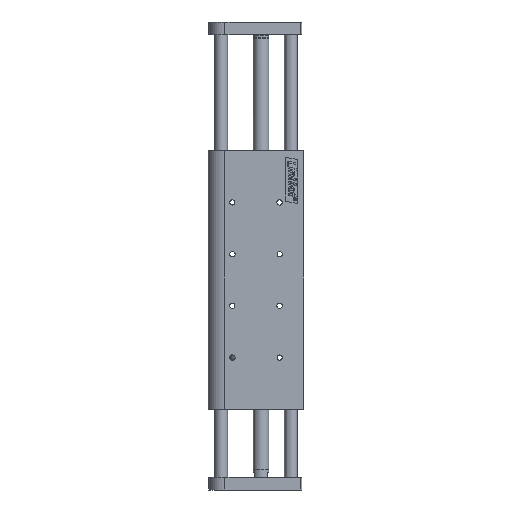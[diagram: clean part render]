
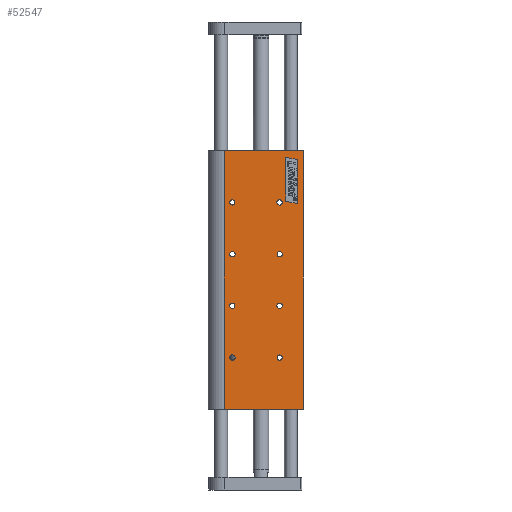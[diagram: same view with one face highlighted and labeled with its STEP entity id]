
A CAD part, left-side view. The second image highlights one B-rep face of the part: STEP entity #52547.
In plain terms, the highlighted planar face has unit normal (-1, 0, 0).
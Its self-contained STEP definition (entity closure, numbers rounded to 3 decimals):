
#892 = CARTESIAN_POINT ( 'NONE',  ( -12.5, -18.931, 161.015 ) ) ;
#1048 = VERTEX_POINT ( 'NONE', #7627 ) ;
#2070 = AXIS2_PLACEMENT_3D ( 'NONE', #27025, #13390, #49656 ) ;
#2593 = VERTEX_POINT ( 'NONE', #13856 ) ;
#3000 = CIRCLE ( 'NONE', #37509, 2. ) ;
#4068 = VECTOR ( 'NONE', #91011, 1000. ) ;
#4931 = CARTESIAN_POINT ( 'NONE',  ( -12.5, 22.25, 80. ) ) ;
#5552 = CARTESIAN_POINT ( 'NONE',  ( -12.5, -14.25, 40. ) ) ;
#5935 = FACE_BOUND ( 'NONE', #28557, .T. ) ;
#7362 = VECTOR ( 'NONE', #64835, 1000. ) ;
#7627 = CARTESIAN_POINT ( 'NONE',  ( -12.5, -14.25, 118. ) ) ;
#10126 = EDGE_CURVE ( 'NONE', #76433, #76433, #59150, .T. ) ;
#12135 = EDGE_LOOP ( 'NONE', ( #88481 ) ) ;
#13004 = VERTEX_POINT ( 'NONE', #80949 ) ;
#13390 = DIRECTION ( 'NONE',  ( 1., 0., 0. ) ) ;
#13455 = EDGE_CURVE ( 'NONE', #47794, #47794, #77190, .T. ) ;
#13640 = EDGE_CURVE ( 'NONE', #90041, #90041, #51700, .T. ) ;
#13856 = CARTESIAN_POINT ( 'NONE',  ( -12.5, -18.931, 195.041 ) ) ;
#14371 = CARTESIAN_POINT ( 'NONE',  ( -12.5, 28.5, 0. ) ) ;
#15831 = VERTEX_POINT ( 'NONE', #35309 ) ;
#16237 = VECTOR ( 'NONE', #51594, 1000. ) ;
#16461 = EDGE_CURVE ( 'NONE', #49096, #55052, #32548, .T. ) ;
#17081 = ORIENTED_EDGE ( 'NONE', *, *, #29891, .T. ) ;
#17263 = EDGE_LOOP ( 'NONE', ( #41536, #48511, #48970, #38866 ) ) ;
#17472 = LINE ( 'NONE', #52765, #41895 ) ;
#17585 = VERTEX_POINT ( 'NONE', #81551 ) ;
#18459 = EDGE_CURVE ( 'NONE', #55052, #2593, #92396, .T. ) ;
#19276 = DIRECTION ( 'NONE',  ( -1., 0., 0. ) ) ;
#19550 = CARTESIAN_POINT ( 'NONE',  ( -12.5, -18.931, 0. ) ) ;
#19826 = AXIS2_PLACEMENT_3D ( 'NONE', #4931, #33619, #90970 ) ;
#21445 = FACE_OUTER_BOUND ( 'NONE', #72531, .T. ) ;
#21607 = AXIS2_PLACEMENT_3D ( 'NONE', #48480, #19276, #77133 ) ;
#22207 = EDGE_LOOP ( 'NONE', ( #42203 ) ) ;
#22518 = DIRECTION ( 'NONE',  ( -1., 0., 0. ) ) ;
#23628 = CARTESIAN_POINT ( 'NONE',  ( -12.5, -32.5, 0. ) ) ;
#23736 = DIRECTION ( 'NONE',  ( 0., 0., 1. ) ) ;
#23997 = EDGE_CURVE ( 'NONE', #25272, #49096, #27420, .T. ) ;
#25272 = VERTEX_POINT ( 'NONE', #89326 ) ;
#25517 = VECTOR ( 'NONE', #33552, 1000. ) ;
#26100 = CARTESIAN_POINT ( 'NONE',  ( -12.5, -14.25, 82.1 ) ) ;
#26663 = EDGE_LOOP ( 'NONE', ( #62967 ) ) ;
#27025 = CARTESIAN_POINT ( 'NONE',  ( -12.5, 22.25, 160. ) ) ;
#27420 = LINE ( 'NONE', #62213, #25517 ) ;
#27553 = FACE_BOUND ( 'NONE', #22207, .T. ) ;
#28205 = CARTESIAN_POINT ( 'NONE',  ( -12.5, -14.25, 120. ) ) ;
#28487 = FACE_BOUND ( 'NONE', #48632, .T. ) ;
#28557 = EDGE_LOOP ( 'NONE', ( #57373 ) ) ;
#29003 = CARTESIAN_POINT ( 'NONE',  ( -12.5, 28.5, 200. ) ) ;
#29891 = EDGE_CURVE ( 'NONE', #17585, #17585, #45394, .T. ) ;
#31618 = CARTESIAN_POINT ( 'NONE',  ( -12.5, -33.6, 157.894 ) ) ;
#32548 = LINE ( 'NONE', #31618, #59599 ) ;
#32673 = EDGE_CURVE ( 'NONE', #15831, #88226, #36803, .T. ) ;
#33552 = DIRECTION ( 'NONE',  ( 0., 0., -1. ) ) ;
#33619 = DIRECTION ( 'NONE',  ( 1., 0., 0. ) ) ;
#33684 = AXIS2_PLACEMENT_3D ( 'NONE', #81128, #66539, #23736 ) ;
#34630 = FACE_BOUND ( 'NONE', #62164, .T. ) ;
#35309 = CARTESIAN_POINT ( 'NONE',  ( -12.5, -32.5, 0. ) ) ;
#36343 = DIRECTION ( 'NONE',  ( 0., 0., 1. ) ) ;
#36510 = LINE ( 'NONE', #29003, #16237 ) ;
#36698 = CARTESIAN_POINT ( 'NONE',  ( -12.5, -27.916, 159.104 ) ) ;
#36803 = LINE ( 'NONE', #23628, #38294 ) ;
#37509 = AXIS2_PLACEMENT_3D ( 'NONE', #5552, #56798, #42248 ) ;
#38294 = VECTOR ( 'NONE', #36343, 1000. ) ;
#38649 = DIRECTION ( 'NONE',  ( 0., 1., 0. ) ) ;
#38866 = ORIENTED_EDGE ( 'NONE', *, *, #61241, .T. ) ;
#39877 = ORIENTED_EDGE ( 'NONE', *, *, #13640, .F. ) ;
#41536 = ORIENTED_EDGE ( 'NONE', *, *, #23997, .T. ) ;
#41895 = VECTOR ( 'NONE', #38649, 1000. ) ;
#42203 = ORIENTED_EDGE ( 'NONE', *, *, #80072, .F. ) ;
#42248 = DIRECTION ( 'NONE',  ( 0., 0., -1. ) ) ;
#43095 = DIRECTION ( 'NONE',  ( 1., 0., 0. ) ) ;
#43270 = CARTESIAN_POINT ( 'NONE',  ( -12.5, -14.25, 160. ) ) ;
#43465 = EDGE_CURVE ( 'NONE', #1048, #1048, #69998, .T. ) ;
#44646 = LINE ( 'NONE', #58729, #7362 ) ;
#44931 = VERTEX_POINT ( 'NONE', #81111 ) ;
#45394 = CIRCLE ( 'NONE', #19826, 2. ) ;
#45693 = ORIENTED_EDGE ( 'NONE', *, *, #68242, .F. ) ;
#46874 = CARTESIAN_POINT ( 'NONE',  ( -12.5, 22.25, 158. ) ) ;
#47358 = CIRCLE ( 'NONE', #50375, 2.1 ) ;
#47474 = CARTESIAN_POINT ( 'NONE',  ( -12.5, -32.5, 200. ) ) ;
#47794 = VERTEX_POINT ( 'NONE', #46874 ) ;
#48418 = CARTESIAN_POINT ( 'NONE',  ( -12.5, 28.5, 200. ) ) ;
#48480 = CARTESIAN_POINT ( 'NONE',  ( -12.5, -14.25, 80. ) ) ;
#48511 = ORIENTED_EDGE ( 'NONE', *, *, #16461, .T. ) ;
#48632 = EDGE_LOOP ( 'NONE', ( #63953 ) ) ;
#48970 = ORIENTED_EDGE ( 'NONE', *, *, #18459, .T. ) ;
#49096 = VERTEX_POINT ( 'NONE', #36698 ) ;
#49656 = DIRECTION ( 'NONE',  ( 0., 0., -1. ) ) ;
#50166 = PLANE ( 'NONE',  #71065 ) ;
#50307 = CIRCLE ( 'NONE', #33684, 2.1 ) ;
#50375 = AXIS2_PLACEMENT_3D ( 'NONE', #43270, #22518, #71480 ) ;
#51518 = VERTEX_POINT ( 'NONE', #73139 ) ;
#51594 = DIRECTION ( 'NONE',  ( 0., 0., -1. ) ) ;
#51700 = CIRCLE ( 'NONE', #78762, 2.1 ) ;
#52547 = ADVANCED_FACE ( 'NONE', ( #84476, #34630, #91950, #77429, #28487, #57186, #5935, #27553, #21445, #64673 ), #50166, .F. ) ;
#52765 = CARTESIAN_POINT ( 'NONE',  ( -12.5, 28.5, 200. ) ) ;
#55052 = VERTEX_POINT ( 'NONE', #892 ) ;
#55370 = EDGE_CURVE ( 'NONE', #89132, #13004, #36510, .T. ) ;
#56798 = DIRECTION ( 'NONE',  ( 1., 0., 0. ) ) ;
#57186 = FACE_BOUND ( 'NONE', #73369, .T. ) ;
#57373 = ORIENTED_EDGE ( 'NONE', *, *, #79723, .F. ) ;
#58057 = DIRECTION ( 'NONE',  ( -1., 0., 0. ) ) ;
#58729 = CARTESIAN_POINT ( 'NONE',  ( -12.5, -40.548, 190.438 ) ) ;
#59150 = CIRCLE ( 'NONE', #21607, 2.1 ) ;
#59599 = VECTOR ( 'NONE', #88500, 1000. ) ;
#60363 = VERTEX_POINT ( 'NONE', #89048 ) ;
#61241 = EDGE_CURVE ( 'NONE', #2593, #25272, #44646, .T. ) ;
#62164 = EDGE_LOOP ( 'NONE', ( #17081 ) ) ;
#62213 = CARTESIAN_POINT ( 'NONE',  ( -12.5, -27.916, 0. ) ) ;
#62967 = ORIENTED_EDGE ( 'NONE', *, *, #13455, .T. ) ;
#63430 = ORIENTED_EDGE ( 'NONE', *, *, #87655, .T. ) ;
#63953 = ORIENTED_EDGE ( 'NONE', *, *, #10126, .F. ) ;
#64673 = FACE_BOUND ( 'NONE', #17263, .T. ) ;
#64835 = DIRECTION ( 'NONE',  ( 0., -0.978, -0.208 ) ) ;
#65086 = CARTESIAN_POINT ( 'NONE',  ( -12.5, 22.25, 120. ) ) ;
#65790 = DIRECTION ( 'NONE',  ( 0., 0., -1. ) ) ;
#66539 = DIRECTION ( 'NONE',  ( -1., 0., 0. ) ) ;
#68242 = EDGE_CURVE ( 'NONE', #15831, #13004, #82173, .T. ) ;
#68533 = CARTESIAN_POINT ( 'NONE',  ( -12.5, 28.5, 0. ) ) ;
#68697 = ORIENTED_EDGE ( 'NONE', *, *, #32673, .T. ) ;
#69998 = CIRCLE ( 'NONE', #73035, 2. ) ;
#70365 = ORIENTED_EDGE ( 'NONE', *, *, #87886, .T. ) ;
#71065 = AXIS2_PLACEMENT_3D ( 'NONE', #14371, #43095, #71766 ) ;
#71480 = DIRECTION ( 'NONE',  ( 0., 0., 1. ) ) ;
#71766 = DIRECTION ( 'NONE',  ( 0., 1., 0. ) ) ;
#72531 = EDGE_LOOP ( 'NONE', ( #45693, #68697, #70365, #76996 ) ) ;
#73035 = AXIS2_PLACEMENT_3D ( 'NONE', #28205, #85582, #65790 ) ;
#73139 = CARTESIAN_POINT ( 'NONE',  ( -12.5, 22.25, 42.1 ) ) ;
#73369 = EDGE_LOOP ( 'NONE', ( #39877 ) ) ;
#76433 = VERTEX_POINT ( 'NONE', #26100 ) ;
#76996 = ORIENTED_EDGE ( 'NONE', *, *, #55370, .T. ) ;
#77133 = DIRECTION ( 'NONE',  ( 0., 0., 1. ) ) ;
#77190 = CIRCLE ( 'NONE', #2070, 2. ) ;
#77429 = FACE_BOUND ( 'NONE', #88338, .T. ) ;
#78762 = AXIS2_PLACEMENT_3D ( 'NONE', #65086, #58057, #80636 ) ;
#79723 = EDGE_CURVE ( 'NONE', #51518, #51518, #50307, .T. ) ;
#80072 = EDGE_CURVE ( 'NONE', #44931, #44931, #47358, .T. ) ;
#80636 = DIRECTION ( 'NONE',  ( 0., 0., 1. ) ) ;
#80949 = CARTESIAN_POINT ( 'NONE',  ( -12.5, 28.5, 0. ) ) ;
#81111 = CARTESIAN_POINT ( 'NONE',  ( -12.5, -14.25, 162.1 ) ) ;
#81128 = CARTESIAN_POINT ( 'NONE',  ( -12.5, 22.25, 40. ) ) ;
#81551 = CARTESIAN_POINT ( 'NONE',  ( -12.5, 22.25, 78. ) ) ;
#82173 = LINE ( 'NONE', #68533, #89045 ) ;
#84476 = FACE_BOUND ( 'NONE', #26663, .T. ) ;
#85582 = DIRECTION ( 'NONE',  ( 1., 0., 0. ) ) ;
#87655 = EDGE_CURVE ( 'NONE', #60363, #60363, #3000, .T. ) ;
#87886 = EDGE_CURVE ( 'NONE', #88226, #89132, #17472, .T. ) ;
#88226 = VERTEX_POINT ( 'NONE', #47474 ) ;
#88338 = EDGE_LOOP ( 'NONE', ( #63430 ) ) ;
#88481 = ORIENTED_EDGE ( 'NONE', *, *, #43465, .T. ) ;
#88500 = DIRECTION ( 'NONE',  ( 0., 0.978, 0.208 ) ) ;
#89045 = VECTOR ( 'NONE', #90111, 1000. ) ;
#89048 = CARTESIAN_POINT ( 'NONE',  ( -12.5, -14.25, 38. ) ) ;
#89132 = VERTEX_POINT ( 'NONE', #48418 ) ;
#89326 = CARTESIAN_POINT ( 'NONE',  ( -12.5, -27.916, 193.128 ) ) ;
#90041 = VERTEX_POINT ( 'NONE', #90511 ) ;
#90111 = DIRECTION ( 'NONE',  ( 0., 1., 0. ) ) ;
#90511 = CARTESIAN_POINT ( 'NONE',  ( -12.5, 22.25, 122.1 ) ) ;
#90970 = DIRECTION ( 'NONE',  ( 0., 0., -1. ) ) ;
#91011 = DIRECTION ( 'NONE',  ( 0., 0., 1. ) ) ;
#91950 = FACE_BOUND ( 'NONE', #12135, .T. ) ;
#92396 = LINE ( 'NONE', #19550, #4068 ) ;
